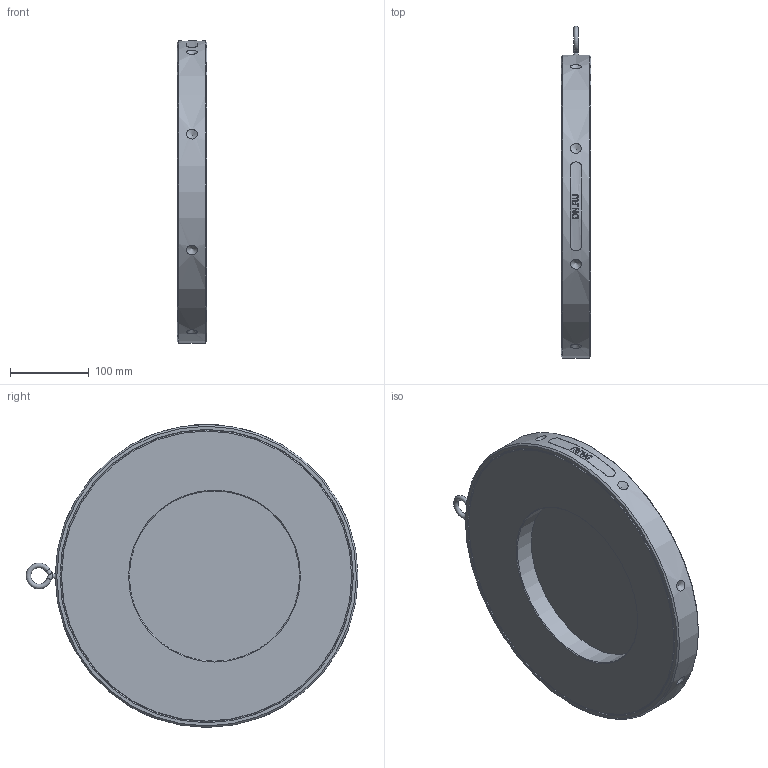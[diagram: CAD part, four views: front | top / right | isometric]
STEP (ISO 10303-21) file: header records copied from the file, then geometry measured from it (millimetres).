
FILE_DESCRIPTION(/* description */ (''),/* implementation_level */ '2;1');
FILE_NAME(/* name */ 'DN300_3D_STEP.stp',/* time_stamp */ '2024-10-27T21:13:07+03:00',/* author */ ('igorr'),/* organization */ (''),/* preprocessor_version */ 'ST-DEVELOPER v20',/* originating_system */ 'Autodesk Inventor 2025',/* authorisation */ '');
FILE_SCHEMA (('AUTOMOTIVE_DESIGN { 1 0 10303 214 3 1 1 }'));
Length unit declared in the file: millimetre
Products named in the file (1): Деталь
Bounding box: 38 x 421.04 x 384.2 mm (x, y, z)
Volume: 3172960.2 mm3; surface area: 317671.8 mm2
Topology: 1 solids, 1 shells, 181 faces, 467 edges, 306 vertices
Faces by surface type: plane 93, cylinder 35, bspline 24, cone 16, torus 13
Full cylindrical faces by diameter (mm): 6 x2, 8 x2, 35 x1, 216 x1, 384 x1
Entity records: 6843 total; most frequent: CARTESIAN_POINT 2306, ORIENTED_EDGE 916, DIRECTION 831, EDGE_CURVE 458, VERTEX_POINT 306, AXIS2_PLACEMENT_3D 290, LINE 251, VECTOR 251
